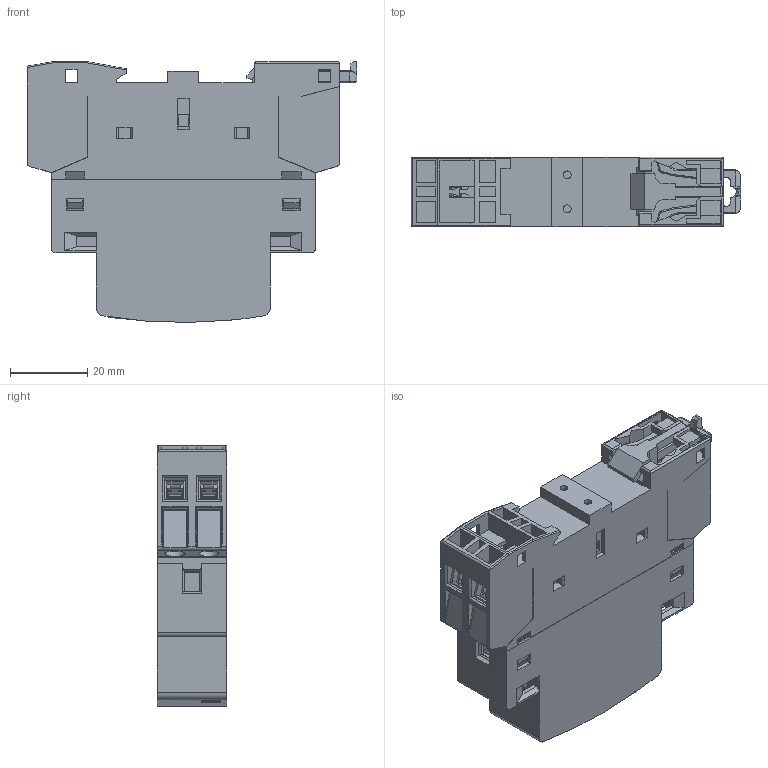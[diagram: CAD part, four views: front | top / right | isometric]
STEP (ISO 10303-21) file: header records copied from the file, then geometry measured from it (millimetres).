
FILE_DESCRIPTION(('STEP AP203'), '1');
FILE_NAME('16(2ñòï)', '', ('UNSPECIFIED'), ('UNSPECIFIED'), 'C3D Converter', 'C3D Toolkit', '');
FILE_SCHEMA(('CONFIG_CONTROL_DESIGN'));
Length unit declared in the file: millimetre
Products named in the file (1): KM1 2П 16-32А
Bounding box: 85.5 x 18 x 67.59 mm (x, y, z)
Volume: 36938.8 mm3; surface area: 49222 mm2
Topology: 2 solids, 2 shells, 3419 faces, 9967 edges, 6462 vertices
Faces by surface type: plane 2527, cylinder 595, bspline 147, cone 74, torus 70, sphere 6
Full cylindrical faces by diameter (mm): 2 x6, 3.5 x55, 4.5 x6, 5.3 x4, 5.5 x2
Entity records: 196751 total; most frequent: CARTESIAN_POINT 81756, ORIENTED_EDGE 19820, DIRECTION 16019, EDGE_CURVE 9910, LINE 7279, VECTOR 7279, VERTEX_POINT 6461, AXIS2_PLACEMENT_3D 4370
